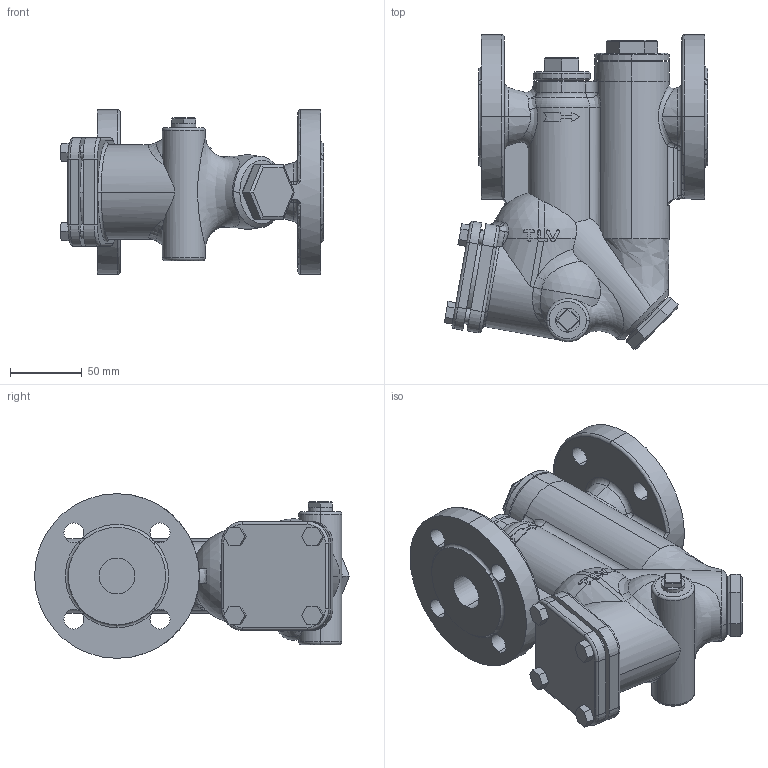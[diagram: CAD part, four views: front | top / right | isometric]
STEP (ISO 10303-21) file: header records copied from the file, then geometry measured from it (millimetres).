
FILE_DESCRIPTION (( 'STEP AP203' ), '1' );
FILE_NAME ('sj3nx-025-e0025-00.STEP', '2011-03-31T06:25:56', ( '' ), ( '' ), 'SwSTEP 2.0', 'SolidWorks 2010', '' );
FILE_SCHEMA (( 'CONFIG_CONTROL_DESIGN' ));
Length unit declared in the file: millimetre
Products named in the file (1): sj3nx-025-e0025-00
Bounding box: 183.99 x 219.82 x 115 mm (x, y, z)
Volume: 1450024.3 mm3; surface area: 149324.1 mm2
Topology: 1 solids, 1 shells, 417 faces, 1073 edges, 666 vertices
Faces by surface type: plane 167, cylinder 119, torus 51, bspline 47, cone 17, sphere 16
Entity records: 17271 total; most frequent: CARTESIAN_POINT 7413, ORIENTED_EDGE 2144, DIRECTION 1964, EDGE_CURVE 1072, AXIS2_PLACEMENT_3D 773, VERTEX_POINT 666, EDGE_LOOP 450, VECTOR 418
